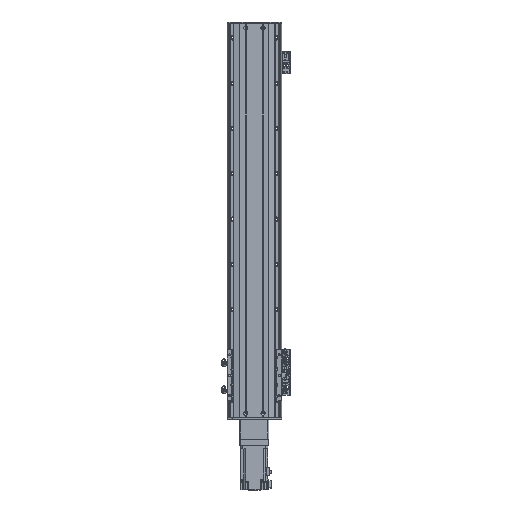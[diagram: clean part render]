
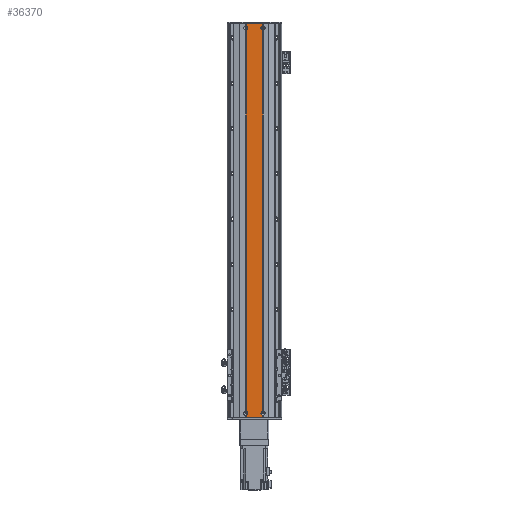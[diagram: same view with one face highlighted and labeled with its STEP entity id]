
A CAD part, top view. The second image highlights one B-rep face of the part: STEP entity #36370.
In plain terms, the highlighted face is planar.
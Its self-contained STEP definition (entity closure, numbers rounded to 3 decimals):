
#4136=CIRCLE('',#40010,4.55);
#4138=CIRCLE('',#40012,4.55);
#4141=CIRCLE('',#40017,4.55);
#4143=CIRCLE('',#40019,4.55);
#4149=CIRCLE('',#40027,4.55);
#4154=CIRCLE('',#40034,4.55);
#6046=FACE_OUTER_BOUND('',#8283,.T.);
#8283=EDGE_LOOP('',(#30262,#30263,#30264,#30265,#30266,#30267,#30268,#30269,
#30270,#30271,#30272,#30273,#30274,#30275));
#10857=LINE('',#62512,#13703);
#10860=LINE('',#62517,#13706);
#10863=LINE('',#62523,#13709);
#10865=LINE('',#62526,#13711);
#10898=LINE('',#62621,#13744);
#10969=LINE('',#62787,#13815);
#10970=LINE('',#62789,#13816);
#10971=LINE('',#62790,#13817);
#13703=VECTOR('',#48107,10.);
#13706=VECTOR('',#48112,10.);
#13709=VECTOR('',#48117,10.);
#13711=VECTOR('',#48121,10.);
#13744=VECTOR('',#48188,10.);
#13815=VECTOR('',#48369,10.);
#13816=VECTOR('',#48372,10.);
#13817=VECTOR('',#48373,10.);
#17033=VERTEX_POINT('',#62377);
#17034=VERTEX_POINT('',#62381);
#17036=VERTEX_POINT('',#62386);
#17042=VERTEX_POINT('',#62407);
#17043=VERTEX_POINT('',#62411);
#17045=VERTEX_POINT('',#62416);
#17050=VERTEX_POINT('',#62433);
#17056=VERTEX_POINT('',#62452);
#17059=VERTEX_POINT('',#62463);
#17065=VERTEX_POINT('',#62482);
#17073=VERTEX_POINT('',#62511);
#17074=VERTEX_POINT('',#62515);
#17076=VERTEX_POINT('',#62521);
#17121=VERTEX_POINT('',#62619);
#21577=EDGE_CURVE('',#17034,#17033,#4136,.T.);
#21580=EDGE_CURVE('',#17036,#17034,#4138,.T.);
#21588=EDGE_CURVE('',#17043,#17042,#4141,.T.);
#21591=EDGE_CURVE('',#17045,#17043,#4143,.T.);
#21605=EDGE_CURVE('',#17050,#17056,#4149,.T.);
#21616=EDGE_CURVE('',#17059,#17065,#4154,.T.);
#21629=EDGE_CURVE('',#17036,#17073,#10857,.T.);
#21632=EDGE_CURVE('',#17074,#17042,#10860,.T.);
#21635=EDGE_CURVE('',#17065,#17076,#10863,.T.);
#21637=EDGE_CURVE('',#17056,#17059,#10865,.T.);
#21684=EDGE_CURVE('',#17121,#17074,#10898,.T.);
#21768=EDGE_CURVE('',#17121,#17050,#10969,.T.);
#21769=EDGE_CURVE('',#17045,#17033,#10970,.T.);
#21770=EDGE_CURVE('',#17073,#17076,#10971,.T.);
#30262=ORIENTED_EDGE('',*,*,#21580,.T.);
#30263=ORIENTED_EDGE('',*,*,#21577,.T.);
#30264=ORIENTED_EDGE('',*,*,#21769,.F.);
#30265=ORIENTED_EDGE('',*,*,#21591,.T.);
#30266=ORIENTED_EDGE('',*,*,#21588,.T.);
#30267=ORIENTED_EDGE('',*,*,#21632,.F.);
#30268=ORIENTED_EDGE('',*,*,#21684,.F.);
#30269=ORIENTED_EDGE('',*,*,#21768,.T.);
#30270=ORIENTED_EDGE('',*,*,#21605,.T.);
#30271=ORIENTED_EDGE('',*,*,#21637,.T.);
#30272=ORIENTED_EDGE('',*,*,#21616,.T.);
#30273=ORIENTED_EDGE('',*,*,#21635,.T.);
#30274=ORIENTED_EDGE('',*,*,#21770,.F.);
#30275=ORIENTED_EDGE('',*,*,#21629,.F.);
#34806=PLANE('',#40116);
#36370=ADVANCED_FACE('',(#6046),#34806,.T.);
#40010=AXIS2_PLACEMENT_3D('',#62382,#48027,#48028);
#40012=AXIS2_PLACEMENT_3D('',#62387,#48032,#48033);
#40017=AXIS2_PLACEMENT_3D('',#62412,#48043,#48044);
#40019=AXIS2_PLACEMENT_3D('',#62417,#48048,#48049);
#40027=AXIS2_PLACEMENT_3D('',#62456,#48066,#48067);
#40034=AXIS2_PLACEMENT_3D('',#62486,#48082,#48083);
#40116=AXIS2_PLACEMENT_3D('',#62788,#48370,#48371);
#48027=DIRECTION('center_axis',(0.,-1.,0.));
#48028=DIRECTION('ref_axis',(1.,0.,0.));
#48032=DIRECTION('center_axis',(0.,-1.,0.));
#48033=DIRECTION('ref_axis',(1.,0.,0.));
#48043=DIRECTION('center_axis',(0.,-1.,0.));
#48044=DIRECTION('ref_axis',(1.,0.,0.));
#48048=DIRECTION('center_axis',(0.,-1.,0.));
#48049=DIRECTION('ref_axis',(1.,0.,0.));
#48066=DIRECTION('center_axis',(0.,-1.,0.));
#48067=DIRECTION('ref_axis',(1.,0.,0.));
#48082=DIRECTION('center_axis',(0.,-1.,0.));
#48083=DIRECTION('ref_axis',(1.,0.,0.));
#48107=DIRECTION('',(0.,0.,1.));
#48112=DIRECTION('',(0.,0.,1.));
#48117=DIRECTION('',(0.,0.,1.));
#48121=DIRECTION('',(0.,0.,1.));
#48188=DIRECTION('',(1.,0.,0.));
#48369=DIRECTION('',(0.,0.,1.));
#48370=DIRECTION('center_axis',(0.,1.,0.));
#48371=DIRECTION('ref_axis',(-1.,0.,0.));
#48372=DIRECTION('',(0.,0.,1.));
#48373=DIRECTION('',(-1.,0.,0.));
#62377=CARTESIAN_POINT('',(18.5,2.5,420.978));
#62381=CARTESIAN_POINT('',(14.45,2.5,425.5));
#62382=CARTESIAN_POINT('Origin',(19.,2.5,425.5));
#62386=CARTESIAN_POINT('',(18.5,2.5,430.022));
#62387=CARTESIAN_POINT('Origin',(19.,2.5,425.5));
#62407=CARTESIAN_POINT('',(18.5,2.5,-430.022));
#62411=CARTESIAN_POINT('',(14.45,2.5,-425.5));
#62412=CARTESIAN_POINT('Origin',(19.,2.5,-425.5));
#62416=CARTESIAN_POINT('',(18.5,2.5,-420.978));
#62417=CARTESIAN_POINT('Origin',(19.,2.5,-425.5));
#62433=CARTESIAN_POINT('',(-18.5,2.5,-430.022));
#62452=CARTESIAN_POINT('',(-18.5,2.5,-420.978));
#62456=CARTESIAN_POINT('Origin',(-19.,2.5,-425.5));
#62463=CARTESIAN_POINT('',(-18.5,2.5,420.978));
#62482=CARTESIAN_POINT('',(-18.5,2.5,430.022));
#62486=CARTESIAN_POINT('Origin',(-19.,2.5,425.5));
#62511=CARTESIAN_POINT('',(18.5,2.5,435.5));
#62512=CARTESIAN_POINT('',(18.5,2.5,0.));
#62515=CARTESIAN_POINT('',(18.5,2.5,-435.5));
#62517=CARTESIAN_POINT('',(18.5,2.5,0.));
#62521=CARTESIAN_POINT('',(-18.5,2.5,435.5));
#62523=CARTESIAN_POINT('',(-18.5,2.5,0.));
#62526=CARTESIAN_POINT('',(-18.5,2.5,0.));
#62619=CARTESIAN_POINT('',(-18.5,2.5,-435.5));
#62621=CARTESIAN_POINT('',(18.5,2.5,-435.5));
#62787=CARTESIAN_POINT('',(-18.5,2.5,0.));
#62788=CARTESIAN_POINT('Origin',(18.5,2.5,0.));
#62789=CARTESIAN_POINT('',(18.5,2.5,0.));
#62790=CARTESIAN_POINT('',(18.5,2.5,435.5));
